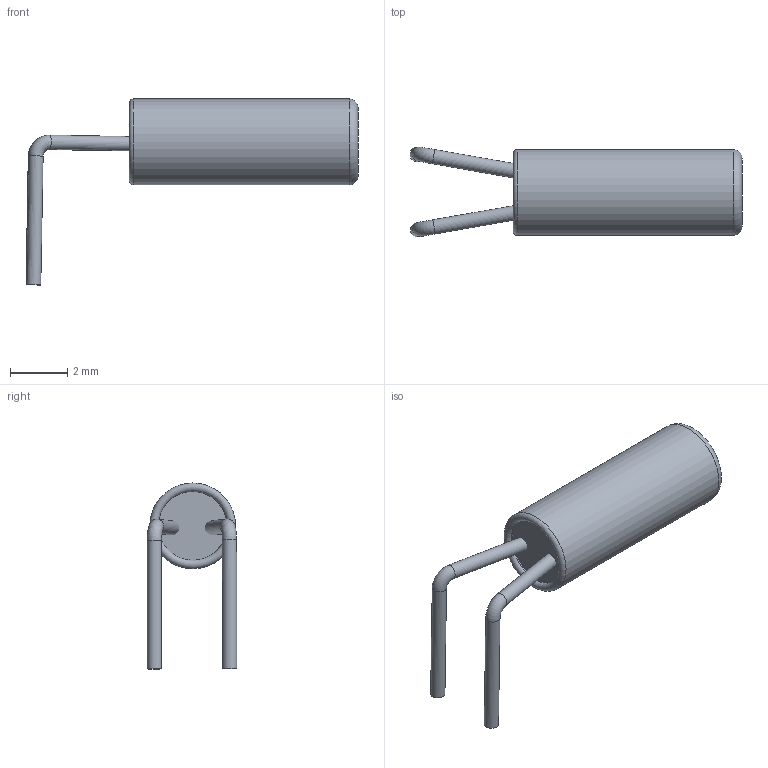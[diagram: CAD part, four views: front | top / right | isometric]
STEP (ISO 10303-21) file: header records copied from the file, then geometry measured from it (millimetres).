
FILE_DESCRIPTION(/* description */ (''),/* implementation_level */ '2;1');
FILE_NAME(/* name */ '32768Hz_crystal_v2.step',/* time_stamp */ '2020-04-22T12:51:26+03:00',/* author */ ('vlad.lapshuda'),/* organization */ (''),/* preprocessor_version */ 'ST-DEVELOPER v17.2',/* originating_system */ 'Autodesk Translation Framework v7.6.0.251',/* authorisation */ '');
FILE_SCHEMA (('AUTOMOTIVE_DESIGN { 1 0 10303 214 3 1 1 }'));
Length unit declared in the file: millimetre
Products named in the file (1): 32768Hz_crystal_v2
Bounding box: 11.6 x 3.13 x 6.5 mm (x, y, z)
Volume: 58.4 mm3; surface area: 128.3 mm2
Topology: 4 solids, 4 shells, 19 faces, 26 edges, 15 vertices
Faces by surface type: plane 8, cylinder 7, torus 4
Full cylindrical faces by diameter (mm): 0.5 x4, 2.4 x2, 3 x1
Entity records: 440 total; most frequent: DIRECTION 85, CARTESIAN_POINT 61, ORIENTED_EDGE 52, AXIS2_PLACEMENT_3D 39, EDGE_CURVE 26, FACE_OUTER_BOUND 19, EDGE_LOOP 19, CIRCLE 19
